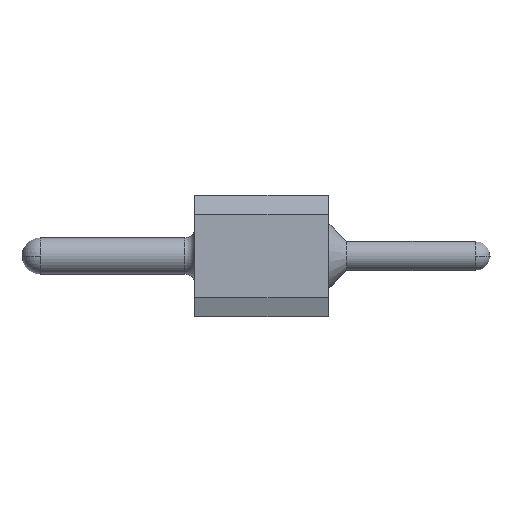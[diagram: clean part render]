
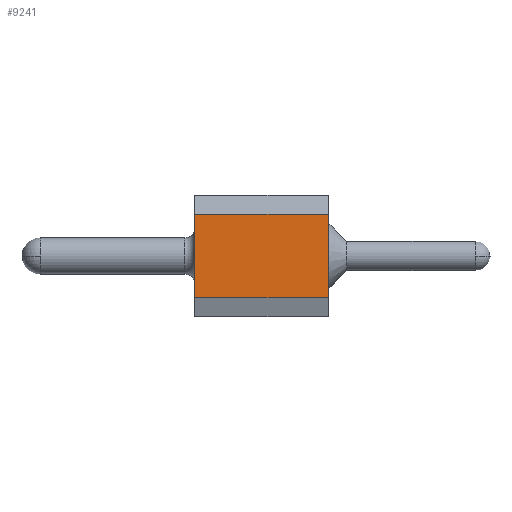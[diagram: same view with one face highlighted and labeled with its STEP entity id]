
A CAD part, left-side view. The second image highlights one B-rep face of the part: STEP entity #9241.
In plain terms, the highlighted planar face has unit normal (-1, 0, 0).
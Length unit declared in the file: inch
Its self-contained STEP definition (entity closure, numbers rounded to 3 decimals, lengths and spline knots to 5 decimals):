
#72 = CARTESIAN_POINT ( 'NONE',  ( -0.01203, -0.11, -0.01575 ) ) ;
#102 = VECTOR ( 'NONE', #996, 39.37008 ) ;
#371 = CARTESIAN_POINT ( 'NONE',  ( -0.01203, -0.11, -0.08425 ) ) ;
#534 = CARTESIAN_POINT ( 'NONE',  ( -0.01203, 0., -0.08425 ) ) ;
#678 = CARTESIAN_POINT ( 'NONE',  ( -0.01203, -0.11, -0.01575 ) ) ;
#768 = EDGE_CURVE ( 'NONE', #9299, #7523, #3333, .T. ) ;
#996 = DIRECTION ( 'NONE',  ( 0., 1., 0. ) ) ;
#1344 = CARTESIAN_POINT ( 'NONE',  ( -0.01203, -0.11, -0.08425 ) ) ;
#1412 = VECTOR ( 'NONE', #8086, 39.37008 ) ;
#1589 = AXIS2_PLACEMENT_3D ( 'NONE', #5085, #7182, #6657 ) ;
#2011 = EDGE_CURVE ( 'NONE', #9299, #9313, #7650, .T. ) ;
#2044 = ORIENTED_EDGE ( 'NONE', *, *, #6911, .F. ) ;
#2158 = FACE_OUTER_BOUND ( 'NONE', #4812, .T. ) ;
#2919 = PLANE ( 'NONE',  #1589 ) ;
#3283 = CARTESIAN_POINT ( 'NONE',  ( -0.01203, -0.11, -0.08425 ) ) ;
#3333 = LINE ( 'NONE', #3283, #3902 ) ;
#3643 = LINE ( 'NONE', #678, #1412 ) ;
#3902 = VECTOR ( 'NONE', #7645, 39.37008 ) ;
#4593 = CARTESIAN_POINT ( 'NONE',  ( -0.01203, 0., -0.01575 ) ) ;
#4812 = EDGE_LOOP ( 'NONE', ( #2044, #7946, #6201, #5635 ) ) ;
#5085 = CARTESIAN_POINT ( 'NONE',  ( -0.01203, -0.11, -0.08425 ) ) ;
#5635 = ORIENTED_EDGE ( 'NONE', *, *, #7979, .T. ) ;
#6201 = ORIENTED_EDGE ( 'NONE', *, *, #768, .T. ) ;
#6657 = DIRECTION ( 'NONE',  ( 0., 0., 1. ) ) ;
#6911 = EDGE_CURVE ( 'NONE', #9313, #8229, #7183, .T. ) ;
#7182 = DIRECTION ( 'NONE',  ( -1., 0., 0. ) ) ;
#7183 = LINE ( 'NONE', #534, #7814 ) ;
#7523 = VERTEX_POINT ( 'NONE', #72 ) ;
#7645 = DIRECTION ( 'NONE',  ( 0., 0., 1. ) ) ;
#7650 = LINE ( 'NONE', #371, #102 ) ;
#7814 = VECTOR ( 'NONE', #7854, 39.37008 ) ;
#7854 = DIRECTION ( 'NONE',  ( 0., 0., 1. ) ) ;
#7946 = ORIENTED_EDGE ( 'NONE', *, *, #2011, .F. ) ;
#7979 = EDGE_CURVE ( 'NONE', #7523, #8229, #3643, .T. ) ;
#8086 = DIRECTION ( 'NONE',  ( 0., 1., 0. ) ) ;
#8229 = VERTEX_POINT ( 'NONE', #4593 ) ;
#9241 = ADVANCED_FACE ( 'NONE', ( #2158 ), #2919, .T. ) ;
#9299 = VERTEX_POINT ( 'NONE', #1344 ) ;
#9313 = VERTEX_POINT ( 'NONE', #9384 ) ;
#9384 = CARTESIAN_POINT ( 'NONE',  ( -0.01203, 0., -0.08425 ) ) ;
